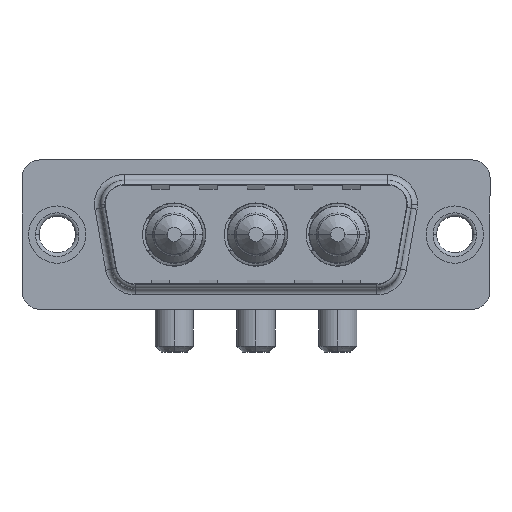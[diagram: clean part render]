
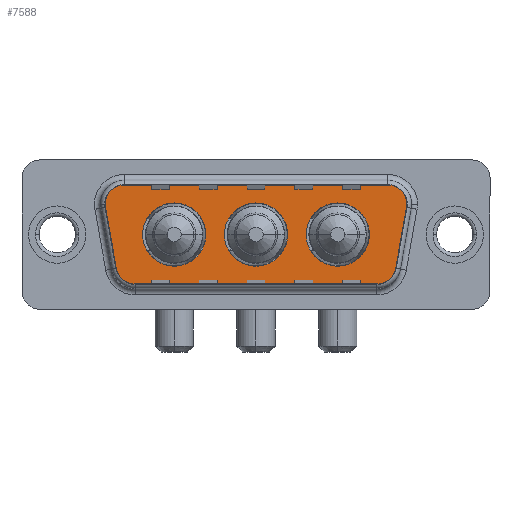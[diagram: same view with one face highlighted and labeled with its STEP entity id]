
A CAD part, top view. The second image highlights one B-rep face of the part: STEP entity #7588.
In plain terms, the highlighted planar face has unit normal (0, 0, 1).
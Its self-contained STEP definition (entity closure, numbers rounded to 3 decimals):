
#17 = ORIENTED_EDGE ( 'NONE', *, *, #5266, .T. ) ;
#227 = DIRECTION ( 'NONE',  ( 0., 0., 1. ) ) ;
#337 = VERTEX_POINT ( 'NONE', #1008 ) ;
#628 = DIRECTION ( 'NONE',  ( 0., 0., 1. ) ) ;
#647 = VERTEX_POINT ( 'NONE', #8448 ) ;
#690 = EDGE_CURVE ( 'NONE', #337, #2742, #8408, .T. ) ;
#702 = DIRECTION ( 'NONE',  ( 0., 0., 1. ) ) ;
#703 = DIRECTION ( 'NONE',  ( 0., 0., 1. ) ) ;
#730 = CARTESIAN_POINT ( 'NONE',  ( 27.889, 2.9, 0. ) ) ;
#758 = ORIENTED_EDGE ( 'NONE', *, *, #5182, .F. ) ;
#763 = EDGE_CURVE ( 'NONE', #9955, #8396, #10976, .T. ) ;
#831 = DIRECTION ( 'NONE',  ( 0., 0., 1. ) ) ;
#864 = AXIS2_PLACEMENT_3D ( 'NONE', #1047, #227, #7058 ) ;
#944 = CARTESIAN_POINT ( 'NONE',  ( 26.866, -2.9, 0. ) ) ;
#1008 = CARTESIAN_POINT ( 'NONE',  ( 5.411, 4.9, 0. ) ) ;
#1047 = CARTESIAN_POINT ( 'NONE',  ( 9.8, 0., 0. ) ) ;
#1156 = CARTESIAN_POINT ( 'NONE',  ( 16.65, 0., 0. ) ) ;
#1180 = CARTESIAN_POINT ( 'NONE',  ( 4.464, -3.247, 0. ) ) ;
#1366 = CARTESIAN_POINT ( 'NONE',  ( 28.836, -3.247, 0. ) ) ;
#1617 = ORIENTED_EDGE ( 'NONE', *, *, #6522, .T. ) ;
#1653 = AXIS2_PLACEMENT_3D ( 'NONE', #10524, #7053, #2729 ) ;
#1741 = DIRECTION ( 'NONE',  ( -1., 0., 0. ) ) ;
#1945 = VERTEX_POINT ( 'NONE', #2625 ) ;
#1986 = CARTESIAN_POINT ( 'NONE',  ( 3.441, 2.553, 0. ) ) ;
#2152 = CARTESIAN_POINT ( 'NONE',  ( 6.434, -4.9, 0. ) ) ;
#2248 = CARTESIAN_POINT ( 'NONE',  ( 5.411, 4.9, 0. ) ) ;
#2324 = DIRECTION ( 'NONE',  ( 0., 0., 1. ) ) ;
#2348 = VECTOR ( 'NONE', #8051, 1000. ) ;
#2381 = DIRECTION ( 'NONE',  ( -1., 0., 0. ) ) ;
#2399 = EDGE_CURVE ( 'NONE', #10379, #1945, #6481, .T. ) ;
#2443 = EDGE_CURVE ( 'NONE', #8891, #7195, #6537, .T. ) ;
#2504 = DIRECTION ( 'NONE',  ( -1., 0., 0. ) ) ;
#2625 = CARTESIAN_POINT ( 'NONE',  ( 19.3, 0., 0. ) ) ;
#2729 = DIRECTION ( 'NONE',  ( 1., 0., 0. ) ) ;
#2742 = VERTEX_POINT ( 'NONE', #1986 ) ;
#2801 = EDGE_LOOP ( 'NONE', ( #17, #8099, #8198, #5963, #3623, #5754, #7643, #1617, #3509 ) ) ;
#3005 = DIRECTION ( 'NONE',  ( 0.174, -0.985, 0. ) ) ;
#3129 = FACE_BOUND ( 'NONE', #6461, .T. ) ;
#3169 = DIRECTION ( 'NONE',  ( 0., 0., 1. ) ) ;
#3175 = DIRECTION ( 'NONE',  ( 1., 0., 0. ) ) ;
#3217 = DIRECTION ( 'NONE',  ( 1., 0., 0. ) ) ;
#3309 = CARTESIAN_POINT ( 'NONE',  ( 27.889, 2.9, 0. ) ) ;
#3421 = CARTESIAN_POINT ( 'NONE',  ( 6.434, -4.9, 0. ) ) ;
#3509 = ORIENTED_EDGE ( 'NONE', *, *, #2443, .T. ) ;
#3623 = ORIENTED_EDGE ( 'NONE', *, *, #10387, .T. ) ;
#3720 = CIRCLE ( 'NONE', #9991, 2. ) ;
#3778 = CIRCLE ( 'NONE', #5223, 2.65 ) ;
#3817 = FACE_BOUND ( 'NONE', #4565, .T. ) ;
#3861 = PLANE ( 'NONE',  #10559 ) ;
#3934 = CARTESIAN_POINT ( 'NONE',  ( 29.859, 2.553, 0. ) ) ;
#3937 = ORIENTED_EDGE ( 'NONE', *, *, #6610, .F. ) ;
#3972 = CARTESIAN_POINT ( 'NONE',  ( 7.15, 0., 0. ) ) ;
#4061 = CARTESIAN_POINT ( 'NONE',  ( 9.8, 0., 0. ) ) ;
#4256 = CARTESIAN_POINT ( 'NONE',  ( 12.45, 0., 0. ) ) ;
#4285 = ORIENTED_EDGE ( 'NONE', *, *, #6490, .F. ) ;
#4431 = CIRCLE ( 'NONE', #10715, 2.65 ) ;
#4535 = CARTESIAN_POINT ( 'NONE',  ( 3.441, 2.553, 0. ) ) ;
#4565 = EDGE_LOOP ( 'NONE', ( #7734, #9586 ) ) ;
#4716 = DIRECTION ( 'NONE',  ( 1., 0., 0. ) ) ;
#4761 = CIRCLE ( 'NONE', #11046, 2.65 ) ;
#4913 = DIRECTION ( 'NONE',  ( 1., 0., 0. ) ) ;
#4986 = DIRECTION ( 'NONE',  ( 0., 0., 1. ) ) ;
#5014 = EDGE_CURVE ( 'NONE', #2742, #7865, #5661, .T. ) ;
#5023 = CARTESIAN_POINT ( 'NONE',  ( 5.411, 2.9, 0. ) ) ;
#5182 = EDGE_CURVE ( 'NONE', #10477, #10996, #4761, .T. ) ;
#5193 = AXIS2_PLACEMENT_3D ( 'NONE', #3309, #5962, #1741 ) ;
#5223 = AXIS2_PLACEMENT_3D ( 'NONE', #8305, #7400, #3175 ) ;
#5266 = EDGE_CURVE ( 'NONE', #7195, #9955, #8557, .T. ) ;
#5572 = VECTOR ( 'NONE', #9582, 1000. ) ;
#5661 = LINE ( 'NONE', #4535, #8289 ) ;
#5701 = CIRCLE ( 'NONE', #864, 2.65 ) ;
#5703 = CARTESIAN_POINT ( 'NONE',  ( 6.434, -2.9, 0. ) ) ;
#5754 = ORIENTED_EDGE ( 'NONE', *, *, #690, .T. ) ;
#5962 = DIRECTION ( 'NONE',  ( 0., 0., 1. ) ) ;
#5963 = ORIENTED_EDGE ( 'NONE', *, *, #10941, .T. ) ;
#5976 = CARTESIAN_POINT ( 'NONE',  ( 26.866, -4.9, 0. ) ) ;
#6225 = CARTESIAN_POINT ( 'NONE',  ( 20.85, 0., 0. ) ) ;
#6263 = VECTOR ( 'NONE', #11031, 1000. ) ;
#6461 = EDGE_LOOP ( 'NONE', ( #758, #4285 ) ) ;
#6481 = CIRCLE ( 'NONE', #1653, 2.65 ) ;
#6490 = EDGE_CURVE ( 'NONE', #10996, #10477, #5701, .T. ) ;
#6522 = EDGE_CURVE ( 'NONE', #7865, #8891, #3720, .T. ) ;
#6537 = LINE ( 'NONE', #2152, #2348 ) ;
#6567 = FACE_OUTER_BOUND ( 'NONE', #2801, .T. ) ;
#6610 = EDGE_CURVE ( 'NONE', #647, #7779, #4431, .T. ) ;
#6718 = VERTEX_POINT ( 'NONE', #11032 ) ;
#6905 = EDGE_CURVE ( 'NONE', #1945, #10379, #7137, .T. ) ;
#7051 = CARTESIAN_POINT ( 'NONE',  ( 14., 0., 0. ) ) ;
#7053 = DIRECTION ( 'NONE',  ( 0., 0., 1. ) ) ;
#7058 = DIRECTION ( 'NONE',  ( 1., 0., 0. ) ) ;
#7137 = CIRCLE ( 'NONE', #8024, 2.65 ) ;
#7195 = VERTEX_POINT ( 'NONE', #5976 ) ;
#7400 = DIRECTION ( 'NONE',  ( 0., 0., 1. ) ) ;
#7410 = FACE_BOUND ( 'NONE', #7963, .T. ) ;
#7588 = ADVANCED_FACE ( 'NONE', ( #3817, #7410, #3129, #6567 ), #3861, .T. ) ;
#7643 = ORIENTED_EDGE ( 'NONE', *, *, #5014, .T. ) ;
#7710 = EDGE_CURVE ( 'NONE', #8396, #6718, #10017, .T. ) ;
#7734 = ORIENTED_EDGE ( 'NONE', *, *, #6905, .F. ) ;
#7779 = VERTEX_POINT ( 'NONE', #6225 ) ;
#7865 = VERTEX_POINT ( 'NONE', #1180 ) ;
#7963 = EDGE_LOOP ( 'NONE', ( #3937, #10397 ) ) ;
#8024 = AXIS2_PLACEMENT_3D ( 'NONE', #1156, #10465, #8947 ) ;
#8051 = DIRECTION ( 'NONE',  ( 1., 0., 0. ) ) ;
#8099 = ORIENTED_EDGE ( 'NONE', *, *, #763, .T. ) ;
#8198 = ORIENTED_EDGE ( 'NONE', *, *, #7710, .T. ) ;
#8233 = AXIS2_PLACEMENT_3D ( 'NONE', #5023, #702, #4913 ) ;
#8289 = VECTOR ( 'NONE', #3005, 1000. ) ;
#8305 = CARTESIAN_POINT ( 'NONE',  ( 23.5, 0., 0. ) ) ;
#8314 = CARTESIAN_POINT ( 'NONE',  ( 26.866, -2.9, 0. ) ) ;
#8396 = VERTEX_POINT ( 'NONE', #3934 ) ;
#8408 = CIRCLE ( 'NONE', #8233, 2. ) ;
#8448 = CARTESIAN_POINT ( 'NONE',  ( 26.15, 0., 0. ) ) ;
#8557 = CIRCLE ( 'NONE', #9277, 2. ) ;
#8811 = CIRCLE ( 'NONE', #10601, 2. ) ;
#8872 = VERTEX_POINT ( 'NONE', #9329 ) ;
#8891 = VERTEX_POINT ( 'NONE', #3421 ) ;
#8947 = DIRECTION ( 'NONE',  ( 1., 0., 0. ) ) ;
#9205 = EDGE_CURVE ( 'NONE', #7779, #647, #3778, .T. ) ;
#9277 = AXIS2_PLACEMENT_3D ( 'NONE', #944, #831, #10303 ) ;
#9329 = CARTESIAN_POINT ( 'NONE',  ( 27.889, 4.9, 0. ) ) ;
#9582 = DIRECTION ( 'NONE',  ( -1., 0., 0. ) ) ;
#9586 = ORIENTED_EDGE ( 'NONE', *, *, #2399, .F. ) ;
#9689 = LINE ( 'NONE', #2248, #5572 ) ;
#9955 = VERTEX_POINT ( 'NONE', #1366 ) ;
#9991 = AXIS2_PLACEMENT_3D ( 'NONE', #5703, #2324, #2381 ) ;
#10017 = CIRCLE ( 'NONE', #5193, 2. ) ;
#10303 = DIRECTION ( 'NONE',  ( 1., 0., 0. ) ) ;
#10379 = VERTEX_POINT ( 'NONE', #7051 ) ;
#10387 = EDGE_CURVE ( 'NONE', #8872, #337, #9689, .T. ) ;
#10397 = ORIENTED_EDGE ( 'NONE', *, *, #9205, .F. ) ;
#10465 = DIRECTION ( 'NONE',  ( 0., 0., 1. ) ) ;
#10477 = VERTEX_POINT ( 'NONE', #4256 ) ;
#10524 = CARTESIAN_POINT ( 'NONE',  ( 16.65, 0., 0. ) ) ;
#10559 = AXIS2_PLACEMENT_3D ( 'NONE', #8314, #628, #4716 ) ;
#10601 = AXIS2_PLACEMENT_3D ( 'NONE', #730, #4986, #2504 ) ;
#10715 = AXIS2_PLACEMENT_3D ( 'NONE', #10914, #703, #3217 ) ;
#10914 = CARTESIAN_POINT ( 'NONE',  ( 23.5, 0., 0. ) ) ;
#10930 = DIRECTION ( 'NONE',  ( 1., 0., 0. ) ) ;
#10941 = EDGE_CURVE ( 'NONE', #6718, #8872, #8811, .T. ) ;
#10976 = LINE ( 'NONE', #11080, #6263 ) ;
#10996 = VERTEX_POINT ( 'NONE', #3972 ) ;
#11031 = DIRECTION ( 'NONE',  ( 0.174, 0.985, 0. ) ) ;
#11032 = CARTESIAN_POINT ( 'NONE',  ( 29.889, 2.9, 0. ) ) ;
#11046 = AXIS2_PLACEMENT_3D ( 'NONE', #4061, #3169, #10930 ) ;
#11080 = CARTESIAN_POINT ( 'NONE',  ( 29.859, 2.553, 0. ) ) ;
